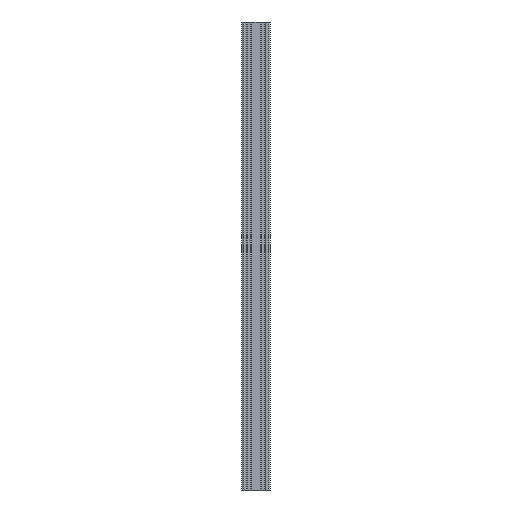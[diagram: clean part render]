
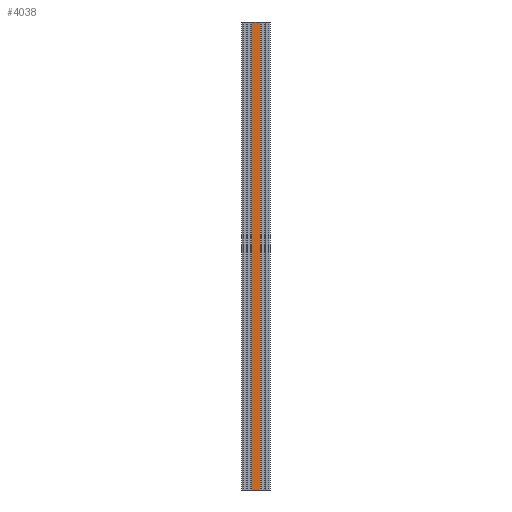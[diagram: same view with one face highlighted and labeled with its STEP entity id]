
A CAD part, left-side view. The second image highlights one B-rep face of the part: STEP entity #4038.
In plain terms, the highlighted planar face has unit normal (-1, 0, 0).
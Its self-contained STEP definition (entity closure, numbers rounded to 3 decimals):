
#93 = VECTOR ( 'NONE', #4283, 1000. ) ;
#151 = CARTESIAN_POINT ( 'NONE',  ( -15., -24.5, 1000. ) ) ;
#339 = EDGE_LOOP ( 'NONE', ( #1717, #2730, #7137, #569 ) ) ;
#569 = ORIENTED_EDGE ( 'NONE', *, *, #2366, .T. ) ;
#817 = FACE_OUTER_BOUND ( 'NONE', #339, .T. ) ;
#859 = LINE ( 'NONE', #2617, #3043 ) ;
#953 = CARTESIAN_POINT ( 'NONE',  ( -15., -24.5, 0. ) ) ;
#1323 = VERTEX_POINT ( 'NONE', #151 ) ;
#1609 = CARTESIAN_POINT ( 'NONE',  ( -15., -5.5, 1000. ) ) ;
#1717 = ORIENTED_EDGE ( 'NONE', *, *, #4743, .F. ) ;
#1881 = DIRECTION ( 'NONE',  ( 0., -1., 0. ) ) ;
#2229 = DIRECTION ( 'NONE',  ( 0., 1., 0. ) ) ;
#2366 = EDGE_CURVE ( 'NONE', #2458, #6741, #5068, .T. ) ;
#2458 = VERTEX_POINT ( 'NONE', #3926 ) ;
#2506 = PLANE ( 'NONE',  #5110 ) ;
#2617 = CARTESIAN_POINT ( 'NONE',  ( -15., 0., 1000. ) ) ;
#2730 = ORIENTED_EDGE ( 'NONE', *, *, #3169, .F. ) ;
#2790 = EDGE_CURVE ( 'NONE', #1323, #2458, #859, .T. ) ;
#3043 = VECTOR ( 'NONE', #3734, 1000. ) ;
#3095 = LINE ( 'NONE', #3139, #93 ) ;
#3139 = CARTESIAN_POINT ( 'NONE',  ( -15., -24.5, 1000. ) ) ;
#3169 = EDGE_CURVE ( 'NONE', #1323, #4502, #3095, .T. ) ;
#3734 = DIRECTION ( 'NONE',  ( 0., 1., 0. ) ) ;
#3926 = CARTESIAN_POINT ( 'NONE',  ( -15., -5.5, 1000. ) ) ;
#4038 = ADVANCED_FACE ( 'NONE', ( #817 ), #2506, .T. ) ;
#4283 = DIRECTION ( 'NONE',  ( 0., 0., -1. ) ) ;
#4502 = VERTEX_POINT ( 'NONE', #953 ) ;
#4743 = EDGE_CURVE ( 'NONE', #4502, #6741, #5155, .T. ) ;
#4771 = DIRECTION ( 'NONE',  ( -1., 0., 0. ) ) ;
#5044 = CARTESIAN_POINT ( 'NONE',  ( -15., 0., 0. ) ) ;
#5068 = LINE ( 'NONE', #1609, #6818 ) ;
#5110 = AXIS2_PLACEMENT_3D ( 'NONE', #6356, #4771, #1881 ) ;
#5155 = LINE ( 'NONE', #5044, #5238 ) ;
#5238 = VECTOR ( 'NONE', #2229, 1000. ) ;
#6214 = CARTESIAN_POINT ( 'NONE',  ( -15., -5.5, 0. ) ) ;
#6356 = CARTESIAN_POINT ( 'NONE',  ( -15., 0., 1000. ) ) ;
#6741 = VERTEX_POINT ( 'NONE', #6214 ) ;
#6818 = VECTOR ( 'NONE', #7256, 1000. ) ;
#7137 = ORIENTED_EDGE ( 'NONE', *, *, #2790, .T. ) ;
#7256 = DIRECTION ( 'NONE',  ( 0., 0., -1. ) ) ;
